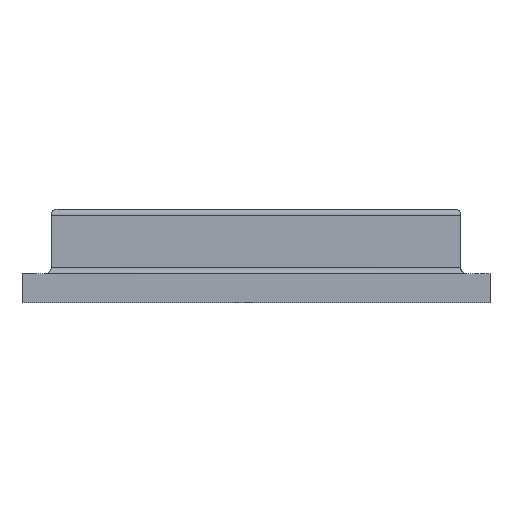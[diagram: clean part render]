
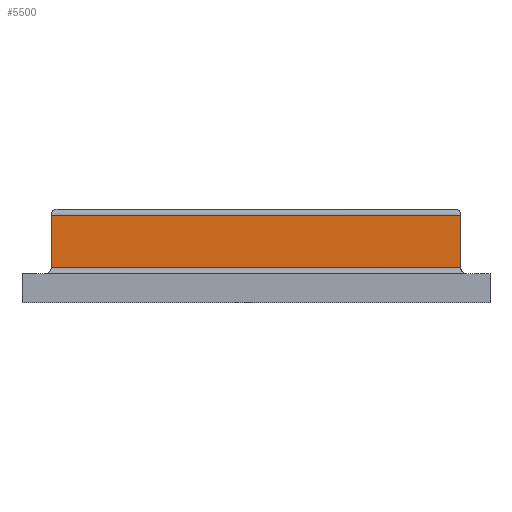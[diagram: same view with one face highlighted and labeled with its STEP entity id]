
A CAD part, front view. The second image highlights one B-rep face of the part: STEP entity #5500.
In plain terms, the highlighted planar face has unit normal (0, -1, 0).
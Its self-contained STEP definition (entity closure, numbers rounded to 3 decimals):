
#138 = AXIS2_PLACEMENT_3D ( 'NONE', #7347, #9681, #2722 ) ;
#321 = VERTEX_POINT ( 'NONE', #7435 ) ;
#478 = DIRECTION ( 'NONE',  ( 1., 0., 0. ) ) ;
#837 = VECTOR ( 'NONE', #4630, 1000. ) ;
#1136 = PLANE ( 'NONE',  #138 ) ;
#1536 = LINE ( 'NONE', #6215, #837 ) ;
#2019 = CARTESIAN_POINT ( 'NONE',  ( 7., -8., 3.2 ) ) ;
#2025 = CARTESIAN_POINT ( 'NONE',  ( 7., -8., 1.2 ) ) ;
#2095 = EDGE_CURVE ( 'NONE', #321, #6224, #2767, .T. ) ;
#2105 = VECTOR ( 'NONE', #478, 1000. ) ;
#2114 = DIRECTION ( 'NONE',  ( 0., 0., -1. ) ) ;
#2722 = DIRECTION ( 'NONE',  ( -1., 0., 0. ) ) ;
#2767 = LINE ( 'NONE', #4269, #6781 ) ;
#2874 = FACE_OUTER_BOUND ( 'NONE', #6041, .T. ) ;
#3623 = ORIENTED_EDGE ( 'NONE', *, *, #6723, .F. ) ;
#3816 = ORIENTED_EDGE ( 'NONE', *, *, #2095, .T. ) ;
#3884 = ORIENTED_EDGE ( 'NONE', *, *, #4654, .F. ) ;
#3885 = ORIENTED_EDGE ( 'NONE', *, *, #4917, .F. ) ;
#4269 = CARTESIAN_POINT ( 'NONE',  ( 7., -8., 1.2 ) ) ;
#4343 = LINE ( 'NONE', #2019, #7352 ) ;
#4630 = DIRECTION ( 'NONE',  ( 0., 0., 1. ) ) ;
#4654 = EDGE_CURVE ( 'NONE', #8083, #6224, #4343, .T. ) ;
#4917 = EDGE_CURVE ( 'NONE', #321, #6832, #1536, .T. ) ;
#5500 = ADVANCED_FACE ( 'NONE', ( #2874 ), #1136, .F. ) ;
#5632 = CARTESIAN_POINT ( 'NONE',  ( -7., -8., 3. ) ) ;
#5895 = DIRECTION ( 'NONE',  ( 1., 0., 0. ) ) ;
#6041 = EDGE_LOOP ( 'NONE', ( #3816, #3884, #3623, #3885 ) ) ;
#6215 = CARTESIAN_POINT ( 'NONE',  ( -7., -8., 3.2 ) ) ;
#6224 = VERTEX_POINT ( 'NONE', #2025 ) ;
#6723 = EDGE_CURVE ( 'NONE', #6832, #8083, #7476, .T. ) ;
#6781 = VECTOR ( 'NONE', #5895, 1000. ) ;
#6832 = VERTEX_POINT ( 'NONE', #5632 ) ;
#7347 = CARTESIAN_POINT ( 'NONE',  ( 7., -8., 3.2 ) ) ;
#7352 = VECTOR ( 'NONE', #2114, 1000. ) ;
#7435 = CARTESIAN_POINT ( 'NONE',  ( -7., -8., 1.2 ) ) ;
#7476 = LINE ( 'NONE', #8308, #2105 ) ;
#8083 = VERTEX_POINT ( 'NONE', #8550 ) ;
#8308 = CARTESIAN_POINT ( 'NONE',  ( 7., -8., 3. ) ) ;
#8550 = CARTESIAN_POINT ( 'NONE',  ( 7., -8., 3. ) ) ;
#9681 = DIRECTION ( 'NONE',  ( 0., 1., 0. ) ) ;
